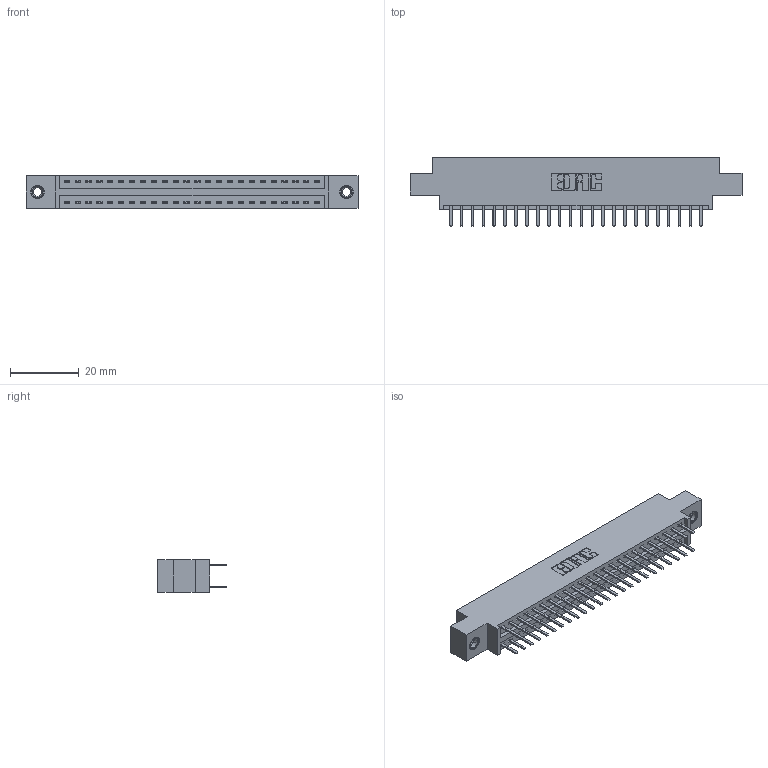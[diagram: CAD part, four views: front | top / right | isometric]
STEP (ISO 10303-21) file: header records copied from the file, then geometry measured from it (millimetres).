
FILE_DESCRIPTION (( 'STEP AP203' ), '1' );
FILE_NAME ('346-048-520-807.STEP', '2022-05-20T21:03:12', ( '' ), ( '' ), 'SwSTEP 2.0', 'SolidWorks 2020', '' );
FILE_SCHEMA (( 'CONFIG_CONTROL_DESIGN' ));
Length unit declared in the file: inch
Products named in the file (4): 345-250-001_345-250-005-103; 346 Part_0.170 Offset - 0.156 Dia-TI; 345-292-001_345-293-120; 346-048-520-807
Assembly tree (51 placements, depth 2):
  346-048-520-807
    346 Part_0.170 Offset - 0.156 Dia-TI
    345-292-001_345-293-120  x48
    345-250-001_345-250-005-103  x2
Bounding box: 96.77 x 20.02 x 9.4 mm (x, y, z)
Volume: 9107.6 mm3; surface area: 12400.1 mm2
Topology: 51 solids, 51 shells, 2874 faces, 8301 edges, 5398 vertices
Faces by surface type: plane 1888, cylinder 970, cone 12, torus 4
Entity records: 19518 total; most frequent: CARTESIAN_POINT 3239, ORIENTED_EDGE 3154, DIRECTION 2919, EDGE_CURVE 1577, LINE 1325, VECTOR 1325, VERTEX_POINT 1044, AXIS2_PLACEMENT_3D 797
